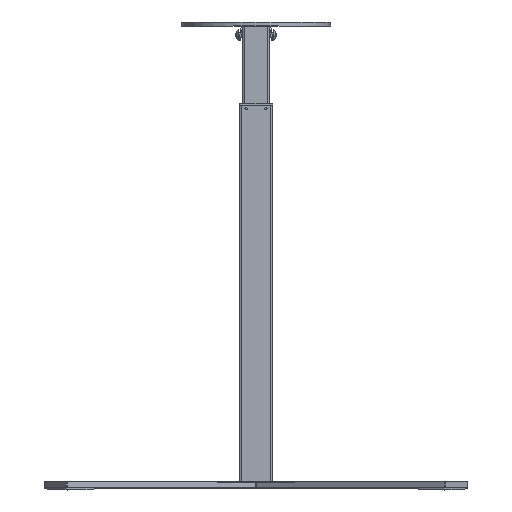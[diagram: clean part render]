
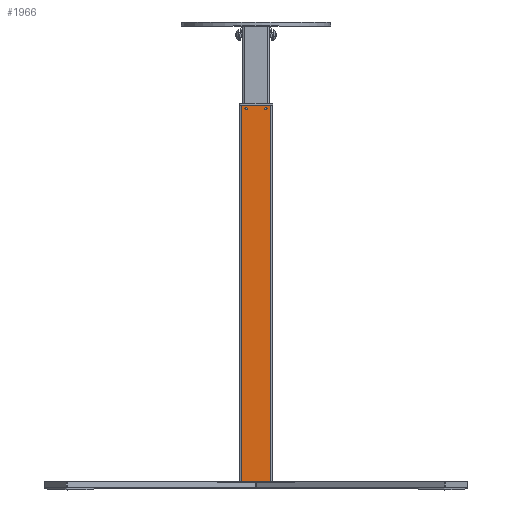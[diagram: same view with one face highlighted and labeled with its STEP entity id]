
A CAD part, top view. The second image highlights one B-rep face of the part: STEP entity #1966.
In plain terms, the highlighted planar face has unit normal (0, 0, 1).
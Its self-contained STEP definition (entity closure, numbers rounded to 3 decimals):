
#187 = VERTEX_POINT ( 'NONE', #6551 ) ;
#458 = EDGE_LOOP ( 'NONE', ( #9060, #7647 ) ) ;
#762 = EDGE_CURVE ( 'NONE', #2148, #4365, #6871, .T. ) ;
#938 = DIRECTION ( 'NONE',  ( 1., 0., 0. ) ) ;
#952 = EDGE_LOOP ( 'NONE', ( #1204, #2104 ) ) ;
#1007 = EDGE_LOOP ( 'NONE', ( #1559, #3013, #8372, #3510 ) ) ;
#1204 = ORIENTED_EDGE ( 'NONE', *, *, #2379, .F. ) ;
#1415 = EDGE_CURVE ( 'NONE', #8973, #8982, #4605, .T. ) ;
#1497 = CARTESIAN_POINT ( 'NONE',  ( -22.25, 565., 25. ) ) ;
#1559 = ORIENTED_EDGE ( 'NONE', *, *, #1733, .T. ) ;
#1581 = LINE ( 'NONE', #7223, #2205 ) ;
#1733 = EDGE_CURVE ( 'NONE', #4365, #8982, #1581, .T. ) ;
#1756 = DIRECTION ( 'NONE',  ( 0., 0., 1. ) ) ;
#1775 = CARTESIAN_POINT ( 'NONE',  ( -22.25, 565., 25. ) ) ;
#1811 = CIRCLE ( 'NONE', #6439, 1.7 ) ;
#1885 = CARTESIAN_POINT ( 'NONE',  ( 16.7, 560., 25. ) ) ;
#1935 = CARTESIAN_POINT ( 'NONE',  ( -22.25, 565., 25. ) ) ;
#1966 = ADVANCED_FACE ( 'NONE', ( #3682, #5852, #2688 ), #8383, .F. ) ;
#2034 = CARTESIAN_POINT ( 'NONE',  ( 15., 560., 25. ) ) ;
#2104 = ORIENTED_EDGE ( 'NONE', *, *, #3303, .F. ) ;
#2123 = EDGE_CURVE ( 'NONE', #9949, #3285, #7351, .T. ) ;
#2132 = DIRECTION ( 'NONE',  ( 0., 0., 1. ) ) ;
#2148 = VERTEX_POINT ( 'NONE', #2930 ) ;
#2205 = VECTOR ( 'NONE', #2386, 1000. ) ;
#2379 = EDGE_CURVE ( 'NONE', #5164, #187, #5970, .T. ) ;
#2386 = DIRECTION ( 'NONE',  ( 1., 0., 0. ) ) ;
#2394 = EDGE_CURVE ( 'NONE', #3285, #9949, #4698, .T. ) ;
#2426 = CARTESIAN_POINT ( 'NONE',  ( 22.25, 565., 25. ) ) ;
#2607 = AXIS2_PLACEMENT_3D ( 'NONE', #2034, #2132, #5267 ) ;
#2688 = FACE_OUTER_BOUND ( 'NONE', #1007, .T. ) ;
#2930 = CARTESIAN_POINT ( 'NONE',  ( -22.25, 565., 25. ) ) ;
#3013 = ORIENTED_EDGE ( 'NONE', *, *, #1415, .F. ) ;
#3128 = DIRECTION ( 'NONE',  ( 1., 0., 0. ) ) ;
#3285 = VERTEX_POINT ( 'NONE', #8907 ) ;
#3303 = EDGE_CURVE ( 'NONE', #187, #5164, #1811, .T. ) ;
#3341 = VECTOR ( 'NONE', #5842, 1000. ) ;
#3423 = DIRECTION ( 'NONE',  ( -1., 0., 0. ) ) ;
#3433 = CARTESIAN_POINT ( 'NONE',  ( 22.25, 565., 25. ) ) ;
#3489 = DIRECTION ( 'NONE',  ( 0., -1., 0. ) ) ;
#3510 = ORIENTED_EDGE ( 'NONE', *, *, #762, .T. ) ;
#3516 = DIRECTION ( 'NONE',  ( 0., 0., -1. ) ) ;
#3578 = LINE ( 'NONE', #1497, #3841 ) ;
#3682 = FACE_BOUND ( 'NONE', #458, .T. ) ;
#3841 = VECTOR ( 'NONE', #3128, 1000. ) ;
#4201 = CARTESIAN_POINT ( 'NONE',  ( -15., 560., 25. ) ) ;
#4351 = CARTESIAN_POINT ( 'NONE',  ( -22.25, 0., 25. ) ) ;
#4365 = VERTEX_POINT ( 'NONE', #4351 ) ;
#4605 = LINE ( 'NONE', #3433, #8128 ) ;
#4698 = CIRCLE ( 'NONE', #9924, 1.7 ) ;
#4901 = CARTESIAN_POINT ( 'NONE',  ( 15., 560., 25. ) ) ;
#5049 = DIRECTION ( 'NONE',  ( 1., 0., 0. ) ) ;
#5083 = EDGE_CURVE ( 'NONE', #2148, #8973, #3578, .T. ) ;
#5164 = VERTEX_POINT ( 'NONE', #7859 ) ;
#5267 = DIRECTION ( 'NONE',  ( 1., 0., 0. ) ) ;
#5669 = CARTESIAN_POINT ( 'NONE',  ( 22.25, 0., 25. ) ) ;
#5842 = DIRECTION ( 'NONE',  ( 0., -1., 0. ) ) ;
#5852 = FACE_BOUND ( 'NONE', #952, .T. ) ;
#5970 = CIRCLE ( 'NONE', #9075, 1.7 ) ;
#6439 = AXIS2_PLACEMENT_3D ( 'NONE', #4201, #6663, #5049 ) ;
#6551 = CARTESIAN_POINT ( 'NONE',  ( -16.7, 560., 25. ) ) ;
#6663 = DIRECTION ( 'NONE',  ( 0., 0., 1. ) ) ;
#6871 = LINE ( 'NONE', #1775, #3341 ) ;
#7223 = CARTESIAN_POINT ( 'NONE',  ( -22.25, 0., 25. ) ) ;
#7351 = CIRCLE ( 'NONE', #2607, 1.7 ) ;
#7647 = ORIENTED_EDGE ( 'NONE', *, *, #2394, .F. ) ;
#7795 = AXIS2_PLACEMENT_3D ( 'NONE', #1935, #3516, #3423 ) ;
#7859 = CARTESIAN_POINT ( 'NONE',  ( -13.3, 560., 25. ) ) ;
#8034 = CARTESIAN_POINT ( 'NONE',  ( -15., 560., 25. ) ) ;
#8128 = VECTOR ( 'NONE', #3489, 1000. ) ;
#8372 = ORIENTED_EDGE ( 'NONE', *, *, #5083, .F. ) ;
#8383 = PLANE ( 'NONE',  #7795 ) ;
#8907 = CARTESIAN_POINT ( 'NONE',  ( 13.3, 560., 25. ) ) ;
#8973 = VERTEX_POINT ( 'NONE', #2426 ) ;
#8982 = VERTEX_POINT ( 'NONE', #5669 ) ;
#9060 = ORIENTED_EDGE ( 'NONE', *, *, #2123, .F. ) ;
#9075 = AXIS2_PLACEMENT_3D ( 'NONE', #8034, #10315, #9590 ) ;
#9590 = DIRECTION ( 'NONE',  ( 1., 0., 0. ) ) ;
#9924 = AXIS2_PLACEMENT_3D ( 'NONE', #4901, #1756, #938 ) ;
#9949 = VERTEX_POINT ( 'NONE', #1885 ) ;
#10315 = DIRECTION ( 'NONE',  ( 0., 0., 1. ) ) ;
